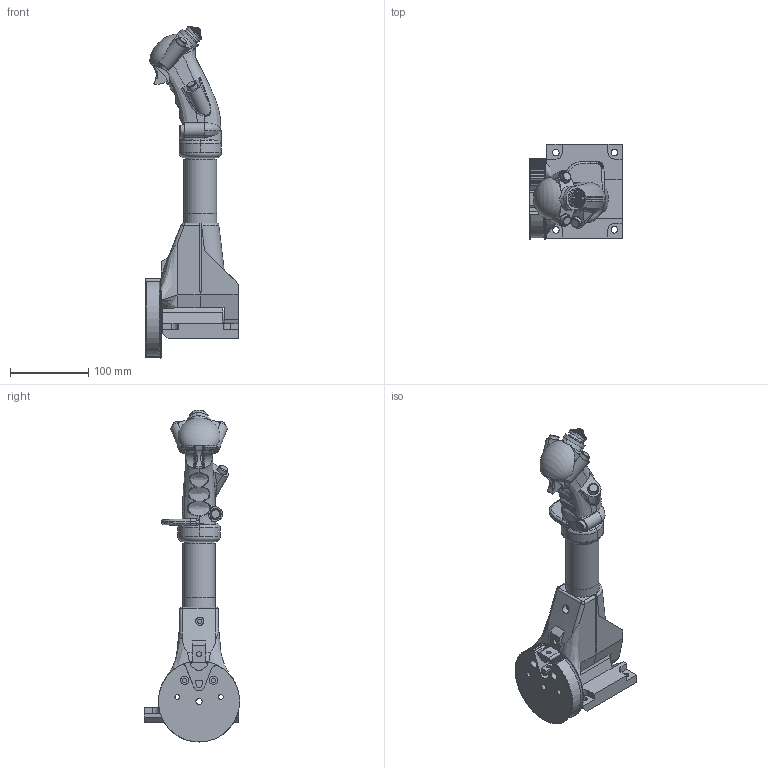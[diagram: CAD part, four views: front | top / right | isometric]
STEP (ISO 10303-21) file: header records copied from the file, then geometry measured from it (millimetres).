
FILE_DESCRIPTION(/* description */ (''),/* implementation_level */ '2;1');
FILE_NAME(/* name */ 'Stick_assy.step',/* time_stamp */ '2024-07-17T15:06:29+02:00',/* author */ (''),/* organization */ (''),/* preprocessor_version */ 'ST-DEVELOPER v20',/* originating_system */ 'Autodesk Translation Framework v13.14.0.145',/* authorisation */ '');
FILE_SCHEMA (('AUTOMOTIVE_DESIGN { 1 0 10303 214 3 1 1 }'));
Products named in the file (17): New_FFB; base_Stick (1); newStick; Cobra Grip v1; Cobra Grip; Flight Grip2: Hat switch.1; Flight Grip2: Body; Flight Grip2: Hat switch; Flight Grip2: Trigger; Flight Grip2: Trigger (1); Flight Grip2: Trigger (2); Flight Grip2: Grip thread; Flight Grip2: Pushbutton; Flight Grip2: Pushbutton (1); Flight Grip2: Pushbutton (2); Flight Grip2: Pushbutton (3); product-name
Assembly tree (16 placements, depth 4):
  New_FFB
    base_Stick (1)
    newStick
    Cobra Grip v1
      Cobra Grip
        Flight Grip2: Hat switch.1
        Flight Grip2: Body
        Flight Grip2: Hat switch
        Flight Grip2: Trigger
        Flight Grip2: Trigger (1)
        Flight Grip2: Trigger (2)
        Flight Grip2: Grip thread
        Flight Grip2: Pushbutton
        Flight Grip2: Pushbutton (1)
        Flight Grip2: Pushbutton (2)
        Flight Grip2: Pushbutton (3)
        product-name
Bounding box: 118.85 x 122.02 x 425.64 mm (x, y, z)
Volume: 1237742.3 mm3; surface area: 210589.2 mm2
Topology: 17 solids, 17 shells, 807 faces, 2318 edges, 1561 vertices
Faces by surface type: plane 357, cylinder 228, bspline 192, cone 17, torus 11, sphere 2
Full cylindrical faces by diameter (mm): 5.2 x1, 5.5 x6, 6.4 x5, 6.5 x1, 7.181 x1, 8 x2, 8.4 x4, 10.5 x4, 12 x1, 12.154 x1, 12.7 x4, 14.014 x1, 14.48 x2, 15.893 x1, 20 x2, 22.235 x1, 22.57 x1, 23.449 x1, 25.4 x2, 29.688 x1, 31.94 x1, 35.2 x2, 37.4 x2, 39.032 x1, 42.2 x2, 54.32 x1
Entity records: 42434 total; most frequent: CARTESIAN_POINT 21895, ORIENTED_EDGE 4612, DIRECTION 3732, EDGE_CURVE 2306, VERTEX_POINT 1561, AXIS2_PLACEMENT_3D 1379, LINE 974, VECTOR 974
